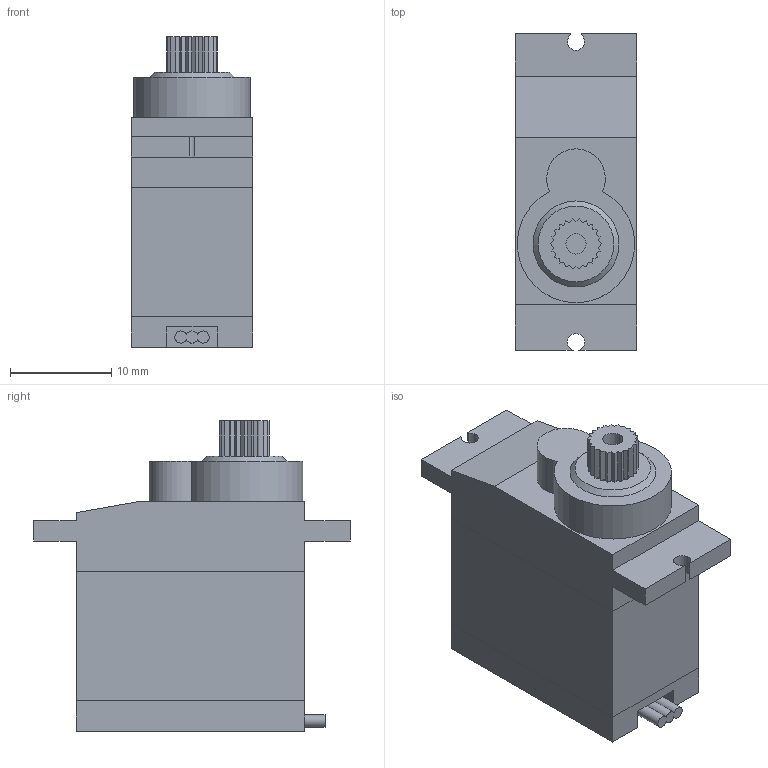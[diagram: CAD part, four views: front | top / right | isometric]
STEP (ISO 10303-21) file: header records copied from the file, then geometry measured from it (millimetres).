
FILE_DESCRIPTION(/* description */ (''),/* implementation_level */ '2;1');
FILE_NAME(/* name */ '1143 MicroServo High Torque Metal Gear v2.step',/* time_stamp */ '2023-02-16T16:08:13-05:00',/* author */ (''),/* organization */ (''),/* preprocessor_version */ 'ST-DEVELOPER v19.2',/* originating_system */ 'Autodesk Translation Framework v11.17.0.187',/* authorisation */ '');
FILE_SCHEMA (('AUTOMOTIVE_DESIGN { 1 0 10303 214 3 1 1 }'));
Length unit declared in the file: millimetre
Products named in the file (3): 1143 MicroServo High Torque Metal Gear; body; spline
Assembly tree (2 placements, depth 2):
  1143 MicroServo High Torque Metal Gear
    body
    spline
Bounding box: 12 x 31.3 x 30.68 mm (x, y, z)
Volume: 6872.6 mm3; surface area: 3932 mm2
Topology: 6 solids, 6 shells, 100 faces, 255 edges, 170 vertices
Faces by surface type: plane 88, cylinder 11, cone 1
Full cylindrical faces by diameter (mm): 2 x1, 4.4 x1, 4.5 x1
Entity records: 3116 total; most frequent: CARTESIAN_POINT 530, ORIENTED_EDGE 510, DIRECTION 489, EDGE_CURVE 255, LINE 231, VECTOR 231, VERTEX_POINT 170, AXIS2_PLACEMENT_3D 129
